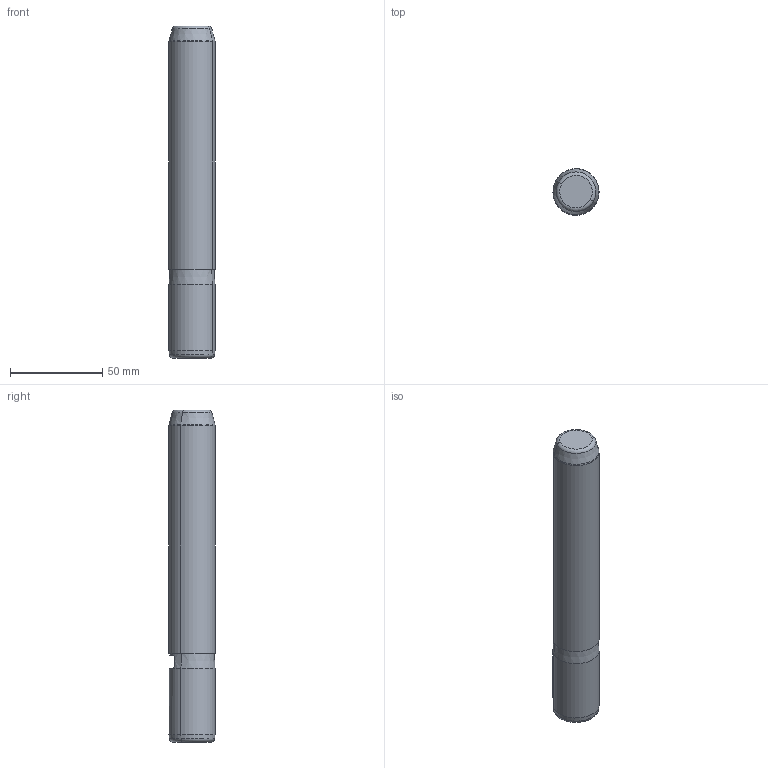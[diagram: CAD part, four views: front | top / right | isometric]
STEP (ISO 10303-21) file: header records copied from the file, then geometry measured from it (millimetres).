
FILE_DESCRIPTION(('CATIA V5 STEP Exchange'),'2;1');
FILE_NAME('RDCO114.25180.stp','2017-03-08T08:06:44+00:00',('none'),('none'),'CATIA Version 5 Release 19 GA (IN-10)','CATIA V5 STEP AP203','none');
FILE_SCHEMA(('CONFIG_CONTROL_DESIGN'));
Length unit declared in the file: millimetre
Products named in the file (1): RDCO114.25180
Bounding box: 25 x 24.99 x 180 mm (x, y, z)
Volume: 87231.2 mm3; surface area: 14880.2 mm2
Topology: 1 solids, 1 shells, 24 faces, 52 edges, 35 vertices
Faces by surface type: cylinder 6, cone 6, plane 6, torus 6
Entity records: 676 total; most frequent: CARTESIAN_POINT 150, ORIENTED_EDGE 98, DIRECTION 82, EDGE_CURVE 49, AXIS2_PLACEMENT_3D 48, CIRCLE 29, VERTEX_POINT 28, EDGE_LOOP 25
